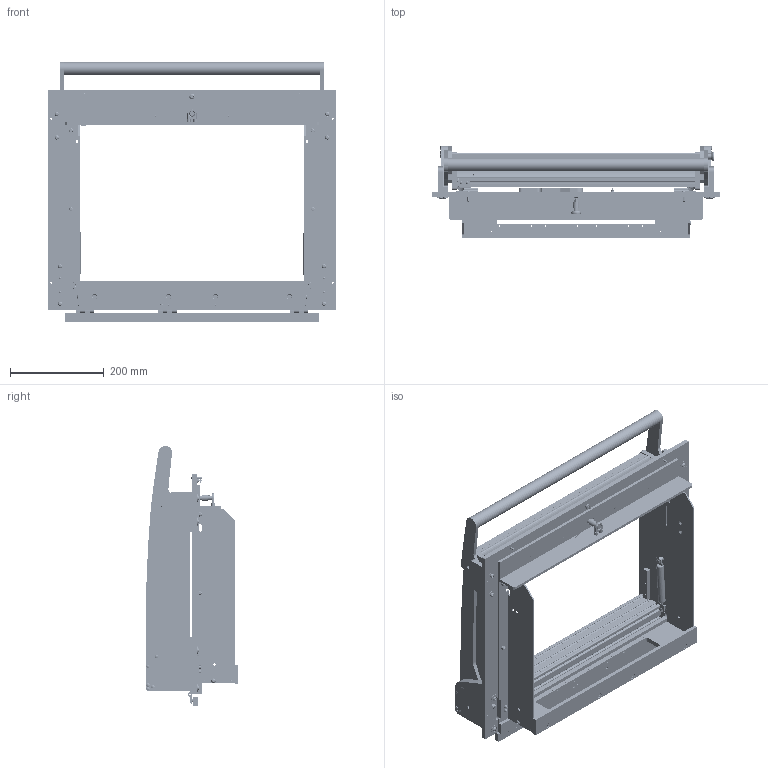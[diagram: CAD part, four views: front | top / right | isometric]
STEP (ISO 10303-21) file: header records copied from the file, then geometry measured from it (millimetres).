
FILE_DESCRIPTION (( 'STEP AP214' ), '1' );
FILE_NAME ('INGUN_37790.STEP', '2024-11-18T10:09:47', ( '' ), ( '' ), 'SwSTEP 2.0', 'SolidWorks 2023', '' );
FILE_SCHEMA (( 'AUTOMOTIVE_DESIGN' ));
Length unit declared in the file: millimetre
Products named in the file (80): 32341~6_S; 30915~0; 35151~0_S; 53031~0_S; 32339~4_S; K_02037~0_Standard ohne Dyn Punkt<Standard>; DIN7991~n_M05,0x025; 116176~0_S; 38827~0_S; 32578~1_S; 30618~4_S; 49317~0; DIN985-A2~n_M05,0; 53734~1_KUNDE<S>; 32724~1; K_02038~0; DIN125~n_06,4 M06,0 Fase; 31109~0; 31788~1_flexibel<Standard>; 37792~1_S; 109771~3_S; 109128~0_S; 114566~2_S; 109954~1_KUNDE<S>; 38001~13; 114115~0_S; DIN6325~n_03,0m6x010; 55712~0_KUNDE<S>; 39893~3_KUNDE<S>; 31253~0_S; INGUN_37790; 35651~1_S; 31442~6_S; ASR~asr_Øi04,2x07xØa8; 35649~1_S; 37973~3_S; 109953~0_KUNDE<S>; DIN912~n_M04,0x012; ISO7380~n_M05,0x020; DIN6325~n_04,0m6x014 ...
Assembly tree (178 placements, depth 5):
  INGUN_37790
    109771~3_S
      38001~13
      37968~2_S
      37971~8_S
      37972~6_S
      2281~0_180°<Standard>  x3
        2281~0
      32341~6_S
      53031~0_S
      35649~1_S
      35651~1_S
      31253~0_S
      30955~0_S
      30915~0
      ASR~asr_Øi04,2x07xØa8  x2
      2528~0  x2
      31109~0
      37973~3_S
      38827~0_S
      31666~1_S
      114566~2_S  x2
        115900~0_S
          115689~0_S
          115901~1_verstemmt <S>
          30618~4_S
          116176~0_S
        DIN912~n_M04,0x016
        SCHNORR~n_04,3 M04
      ISO7380~n_M05,0x008  x2
      DIN7991~n_M05,0x025  x6
      DIN7991~n_M05,0x016  x14
      DIN7991~n_M05,0x020  x8
      SCHNORR~n_05,3 M05  x4
      DIN985-A2~n_M05,0  x4
      DIN6325~n_04,0m6x024
      DIN6325~n_04,0m6x016
      DIN7991~n_M03,0x016 VA  x2
      DIN912~n_M04,0x012
      DIN6325~n_02,0m6x020
      DIN6325~n_03,0m6x010  x4
      DIN6325~n_04,0m6x014  x2
    109952~0_KUNDE<S>
      53734~1_KUNDE<S>
    109953~0_KUNDE<S>
      53734~1_KUNDE<S>
    109935~1_KUNDE<S>
      31444~14_KUNDE<S>
      31446~16_KUNDE<S>
      34328~1_S  x2
      31442~6_S
      37792~1_S
      32587~7_S
      35097~0
      31443~1
      35151~0_S
      32724~1
      3521~0_Spring Pin ISO 8752 - 3 x 16 - St  x5
      32578~1_S  x2
      ISO7380~n_M03,0x005  x2
Bounding box: 616 x 198 x 554.94 mm (x, y, z)
Volume: 4650135.1 mm3; surface area: 1974019.4 mm2
Topology: 180 solids, 180 shells, 4339 faces, 10890 edges, 6915 vertices
Faces by surface type: cylinder 1798, plane 1654, cone 653, torus 85, bspline 81, sphere 68
Entity records: 81153 total; most frequent: CARTESIAN_POINT 15509, DIRECTION 14023, ORIENTED_EDGE 12604, EDGE_CURVE 6302, AXIS2_PLACEMENT_3D 5338, VERTEX_POINT 4063, VECTOR 3347, LINE 3347
